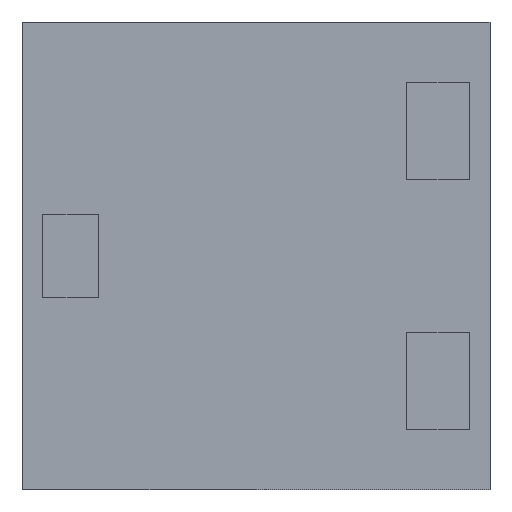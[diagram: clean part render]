
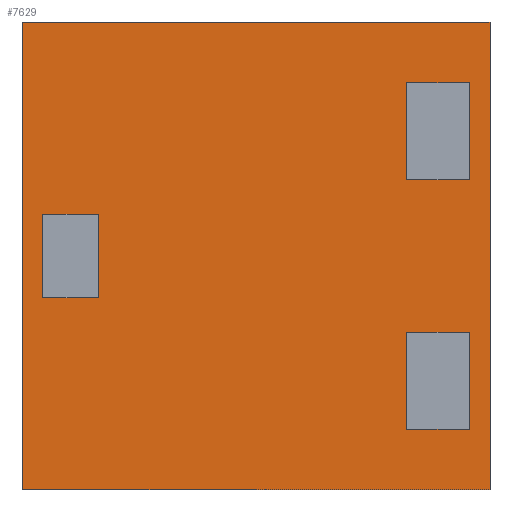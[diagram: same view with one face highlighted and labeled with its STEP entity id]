
A CAD part, front view. The second image highlights one B-rep face of the part: STEP entity #7629.
In plain terms, the highlighted planar face has unit normal (0, -1, 0).
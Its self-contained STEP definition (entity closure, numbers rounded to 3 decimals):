
#48 = DIRECTION ( 'NONE',  ( -1., 0., 0. ) ) ;
#64 = LINE ( 'NONE', #7788, #8494 ) ;
#89 = VECTOR ( 'NONE', #9405, 1000. ) ;
#98 = CARTESIAN_POINT ( 'NONE',  ( 0., 0., -2.2 ) ) ;
#135 = EDGE_CURVE ( 'NONE', #9025, #2772, #5095, .T. ) ;
#198 = EDGE_CURVE ( 'NONE', #8669, #6314, #4970, .T. ) ;
#202 = LINE ( 'NONE', #1568, #4300 ) ;
#368 = CARTESIAN_POINT ( 'NONE',  ( 0., 0., 6.75 ) ) ;
#376 = DIRECTION ( 'NONE',  ( -1., 0., 0. ) ) ;
#455 = VERTEX_POINT ( 'NONE', #2077 ) ;
#529 = CARTESIAN_POINT ( 'NONE',  ( 0., 0., 2.2 ) ) ;
#663 = DIRECTION ( 'NONE',  ( 0., 0., -1. ) ) ;
#683 = ORIENTED_EDGE ( 'NONE', *, *, #5548, .F. ) ;
#714 = VERTEX_POINT ( 'NONE', #6746 ) ;
#767 = CARTESIAN_POINT ( 'NONE',  ( 0., 0., -6.75 ) ) ;
#851 = CARTESIAN_POINT ( 'NONE',  ( 6.15, 0., 0. ) ) ;
#895 = CARTESIAN_POINT ( 'NONE',  ( 0., 0., 0. ) ) ;
#999 = EDGE_LOOP ( 'NONE', ( #3531, #7095, #6489, #9697 ) ) ;
#1008 = EDGE_CURVE ( 'NONE', #1103, #3300, #202, .T. ) ;
#1103 = VERTEX_POINT ( 'NONE', #2988 ) ;
#1174 = EDGE_CURVE ( 'NONE', #6314, #8282, #9540, .T. ) ;
#1201 = ORIENTED_EDGE ( 'NONE', *, *, #4840, .F. ) ;
#1224 = LINE ( 'NONE', #2867, #6590 ) ;
#1249 = LINE ( 'NONE', #4019, #10219 ) ;
#1393 = DIRECTION ( 'NONE',  ( 1., 0., 0. ) ) ;
#1445 = DIRECTION ( 'NONE',  ( 1., 0., 0. ) ) ;
#1525 = DIRECTION ( 'NONE',  ( 0., 0., 1. ) ) ;
#1568 = CARTESIAN_POINT ( 'NONE',  ( 4.35, 0., 0. ) ) ;
#1607 = ORIENTED_EDGE ( 'NONE', *, *, #4521, .F. ) ;
#1749 = VECTOR ( 'NONE', #9827, 1000. ) ;
#1837 = DIRECTION ( 'NONE',  ( -1., 0., 0. ) ) ;
#1839 = VECTOR ( 'NONE', #9011, 1000. ) ;
#1945 = CARTESIAN_POINT ( 'NONE',  ( -6.75, 0., -6.75 ) ) ;
#2059 = CARTESIAN_POINT ( 'NONE',  ( -4.55, 0., -1.2 ) ) ;
#2068 = CARTESIAN_POINT ( 'NONE',  ( 6.15, 0., -2.2 ) ) ;
#2077 = CARTESIAN_POINT ( 'NONE',  ( 6.15, 0., 5. ) ) ;
#2172 = EDGE_CURVE ( 'NONE', #3300, #714, #10461, .T. ) ;
#2247 = VECTOR ( 'NONE', #48, 1000. ) ;
#2264 = VERTEX_POINT ( 'NONE', #2068 ) ;
#2273 = CARTESIAN_POINT ( 'NONE',  ( -6.15, 0., 0. ) ) ;
#2275 = VECTOR ( 'NONE', #1393, 1000. ) ;
#2507 = LINE ( 'NONE', #98, #1749 ) ;
#2592 = CARTESIAN_POINT ( 'NONE',  ( -6.15, 0., -1.2 ) ) ;
#2722 = CARTESIAN_POINT ( 'NONE',  ( 0., 0., 1.2 ) ) ;
#2772 = VERTEX_POINT ( 'NONE', #2592 ) ;
#2867 = CARTESIAN_POINT ( 'NONE',  ( 6.15, 0., 0. ) ) ;
#2988 = CARTESIAN_POINT ( 'NONE',  ( 4.35, 0., 5. ) ) ;
#3048 = VERTEX_POINT ( 'NONE', #9022 ) ;
#3091 = CARTESIAN_POINT ( 'NONE',  ( -6.75, 0., 0. ) ) ;
#3221 = CARTESIAN_POINT ( 'NONE',  ( 6.75, 0., -6.75 ) ) ;
#3270 = ORIENTED_EDGE ( 'NONE', *, *, #1008, .F. ) ;
#3300 = VERTEX_POINT ( 'NONE', #5938 ) ;
#3311 = CARTESIAN_POINT ( 'NONE',  ( 6.75, 0., 6.75 ) ) ;
#3359 = EDGE_CURVE ( 'NONE', #8282, #3048, #8649, .T. ) ;
#3436 = EDGE_CURVE ( 'NONE', #4127, #2264, #1224, .T. ) ;
#3531 = ORIENTED_EDGE ( 'NONE', *, *, #5348, .F. ) ;
#3691 = ORIENTED_EDGE ( 'NONE', *, *, #10340, .F. ) ;
#3852 = EDGE_CURVE ( 'NONE', #6870, #4127, #64, .T. ) ;
#4019 = CARTESIAN_POINT ( 'NONE',  ( 4.35, 0., 0. ) ) ;
#4089 = CARTESIAN_POINT ( 'NONE',  ( 6.75, 0., 0. ) ) ;
#4093 = VERTEX_POINT ( 'NONE', #8096 ) ;
#4127 = VERTEX_POINT ( 'NONE', #8958 ) ;
#4300 = VECTOR ( 'NONE', #663, 1000. ) ;
#4322 = CARTESIAN_POINT ( 'NONE',  ( 0., 0., 5. ) ) ;
#4348 = FACE_BOUND ( 'NONE', #6530, .T. ) ;
#4433 = EDGE_CURVE ( 'NONE', #4093, #9025, #9381, .T. ) ;
#4446 = LINE ( 'NONE', #8638, #2275 ) ;
#4466 = LINE ( 'NONE', #4322, #9690 ) ;
#4521 = EDGE_CURVE ( 'NONE', #3048, #8669, #10540, .T. ) ;
#4840 = EDGE_CURVE ( 'NONE', #714, #455, #7725, .T. ) ;
#4970 = LINE ( 'NONE', #4089, #9296 ) ;
#4988 = AXIS2_PLACEMENT_3D ( 'NONE', #895, #9881, #1525 ) ;
#5095 = LINE ( 'NONE', #2273, #7126 ) ;
#5144 = EDGE_CURVE ( 'NONE', #2772, #8237, #4446, .T. ) ;
#5287 = EDGE_CURVE ( 'NONE', #455, #1103, #4466, .T. ) ;
#5346 = DIRECTION ( 'NONE',  ( 1., 0., 0. ) ) ;
#5348 = EDGE_CURVE ( 'NONE', #8237, #4093, #5597, .T. ) ;
#5422 = ORIENTED_EDGE ( 'NONE', *, *, #198, .F. ) ;
#5548 = EDGE_CURVE ( 'NONE', #7574, #6870, #1249, .T. ) ;
#5562 = DIRECTION ( 'NONE',  ( 0., 0., -1. ) ) ;
#5597 = LINE ( 'NONE', #10178, #5861 ) ;
#5643 = CARTESIAN_POINT ( 'NONE',  ( 4.35, 0., -5. ) ) ;
#5688 = DIRECTION ( 'NONE',  ( 0., 0., 1. ) ) ;
#5861 = VECTOR ( 'NONE', #8486, 1000. ) ;
#5938 = CARTESIAN_POINT ( 'NONE',  ( 4.35, 0., 2.2 ) ) ;
#6314 = VERTEX_POINT ( 'NONE', #3221 ) ;
#6315 = VECTOR ( 'NONE', #1837, 1000. ) ;
#6489 = ORIENTED_EDGE ( 'NONE', *, *, #135, .F. ) ;
#6513 = FACE_BOUND ( 'NONE', #6825, .T. ) ;
#6530 = EDGE_LOOP ( 'NONE', ( #1201, #7559, #3270, #9010 ) ) ;
#6590 = VECTOR ( 'NONE', #5688, 1000. ) ;
#6746 = CARTESIAN_POINT ( 'NONE',  ( 6.15, 0., 2.2 ) ) ;
#6825 = EDGE_LOOP ( 'NONE', ( #3691, #7548, #10417, #683 ) ) ;
#6870 = VERTEX_POINT ( 'NONE', #5643 ) ;
#7095 = ORIENTED_EDGE ( 'NONE', *, *, #5144, .F. ) ;
#7126 = VECTOR ( 'NONE', #5562, 1000. ) ;
#7283 = ORIENTED_EDGE ( 'NONE', *, *, #3359, .F. ) ;
#7548 = ORIENTED_EDGE ( 'NONE', *, *, #3436, .F. ) ;
#7559 = ORIENTED_EDGE ( 'NONE', *, *, #2172, .F. ) ;
#7574 = VERTEX_POINT ( 'NONE', #9454 ) ;
#7629 = ADVANCED_FACE ( 'NONE', ( #6513, #9324, #8429, #4348 ), #10522, .F. ) ;
#7725 = LINE ( 'NONE', #851, #1839 ) ;
#7788 = CARTESIAN_POINT ( 'NONE',  ( 0., 0., -5. ) ) ;
#8096 = CARTESIAN_POINT ( 'NONE',  ( -4.55, 0., 1.2 ) ) ;
#8237 = VERTEX_POINT ( 'NONE', #2059 ) ;
#8282 = VERTEX_POINT ( 'NONE', #1945 ) ;
#8429 = FACE_OUTER_BOUND ( 'NONE', #9645, .T. ) ;
#8486 = DIRECTION ( 'NONE',  ( 0., 0., 1. ) ) ;
#8494 = VECTOR ( 'NONE', #8523, 1000. ) ;
#8523 = DIRECTION ( 'NONE',  ( 1., 0., 0. ) ) ;
#8532 = VECTOR ( 'NONE', #1445, 1000. ) ;
#8638 = CARTESIAN_POINT ( 'NONE',  ( 0., 0., -1.2 ) ) ;
#8649 = LINE ( 'NONE', #3091, #89 ) ;
#8669 = VERTEX_POINT ( 'NONE', #3311 ) ;
#8806 = ORIENTED_EDGE ( 'NONE', *, *, #1174, .F. ) ;
#8958 = CARTESIAN_POINT ( 'NONE',  ( 6.15, 0., -5. ) ) ;
#9010 = ORIENTED_EDGE ( 'NONE', *, *, #5287, .F. ) ;
#9011 = DIRECTION ( 'NONE',  ( 0., 0., 1. ) ) ;
#9022 = CARTESIAN_POINT ( 'NONE',  ( -6.75, 0., 6.75 ) ) ;
#9025 = VERTEX_POINT ( 'NONE', #10300 ) ;
#9296 = VECTOR ( 'NONE', #10564, 1000. ) ;
#9324 = FACE_BOUND ( 'NONE', #999, .T. ) ;
#9381 = LINE ( 'NONE', #2722, #6315 ) ;
#9405 = DIRECTION ( 'NONE',  ( 0., 0., 1. ) ) ;
#9454 = CARTESIAN_POINT ( 'NONE',  ( 4.35, 0., -2.2 ) ) ;
#9540 = LINE ( 'NONE', #767, #2247 ) ;
#9645 = EDGE_LOOP ( 'NONE', ( #1607, #7283, #8806, #5422 ) ) ;
#9690 = VECTOR ( 'NONE', #376, 1000. ) ;
#9697 = ORIENTED_EDGE ( 'NONE', *, *, #4433, .F. ) ;
#9827 = DIRECTION ( 'NONE',  ( -1., 0., 0. ) ) ;
#9881 = DIRECTION ( 'NONE',  ( 0., 1., 0. ) ) ;
#10178 = CARTESIAN_POINT ( 'NONE',  ( -4.55, 0., 0. ) ) ;
#10219 = VECTOR ( 'NONE', #10505, 1000. ) ;
#10300 = CARTESIAN_POINT ( 'NONE',  ( -6.15, 0., 1.2 ) ) ;
#10340 = EDGE_CURVE ( 'NONE', #2264, #7574, #2507, .T. ) ;
#10416 = VECTOR ( 'NONE', #5346, 1000. ) ;
#10417 = ORIENTED_EDGE ( 'NONE', *, *, #3852, .F. ) ;
#10461 = LINE ( 'NONE', #529, #8532 ) ;
#10505 = DIRECTION ( 'NONE',  ( 0., 0., -1. ) ) ;
#10522 = PLANE ( 'NONE',  #4988 ) ;
#10540 = LINE ( 'NONE', #368, #10416 ) ;
#10564 = DIRECTION ( 'NONE',  ( 0., 0., -1. ) ) ;
